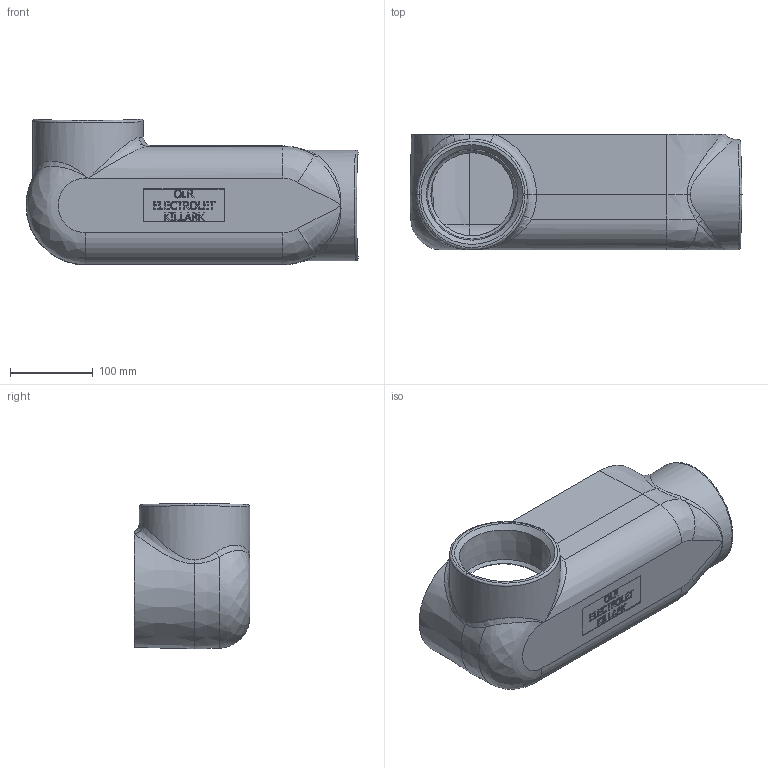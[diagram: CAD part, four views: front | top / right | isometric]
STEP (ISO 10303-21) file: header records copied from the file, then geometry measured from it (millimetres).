
FILE_DESCRIPTION(/* description */ (''),/* implementation_level */ '2;1');
FILE_NAME(/* name */ 'KIL_OLR-0.stp',/* time_stamp */ '2019-12-20T11:14:05+06:00',/* author */ ('kr'),/* organization */ (''),/* preprocessor_version */ 'ST-DEVELOPER v16.13',/* originating_system */ 'Autodesk Inventor 2018',/* authorisation */ '');
FILE_SCHEMA (('AUTOMOTIVE_DESIGN { 1 0 10303 214 3 1 1 }'));
Length unit declared in the file: inch
Products named in the file (1): OLR-0
Bounding box: 400.42 x 139.7 x 175.9 mm (x, y, z)
Volume: 1460542.7 mm3; surface area: 348375.6 mm2
Topology: 1 solids, 1 shells, 1309 faces, 3505 edges, 2292 vertices
Faces by surface type: plane 656, bspline 564, cylinder 45, torus 22, cone 22
Full cylindrical faces by diameter (mm): 1.772 x1, 2.115 x1, 6.401 x2, 15.526 x1, 19.05 x1, 133.35 x2
Entity records: 46607 total; most frequent: CARTESIAN_POINT 17618, ORIENTED_EDGE 6944, DIRECTION 4148, EDGE_CURVE 3472, VERTEX_POINT 2286, LINE 2122, VECTOR 2122, EDGE_LOOP 1436
